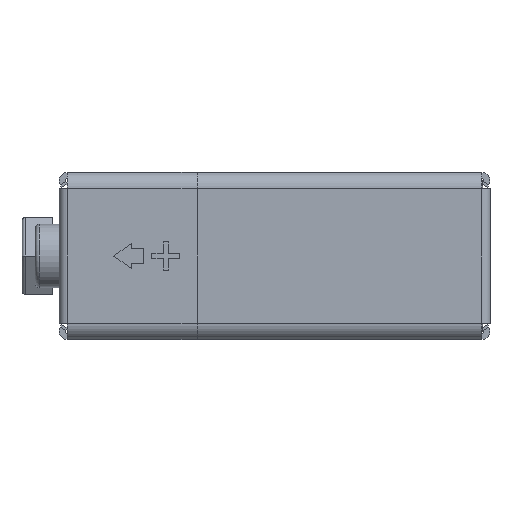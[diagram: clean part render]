
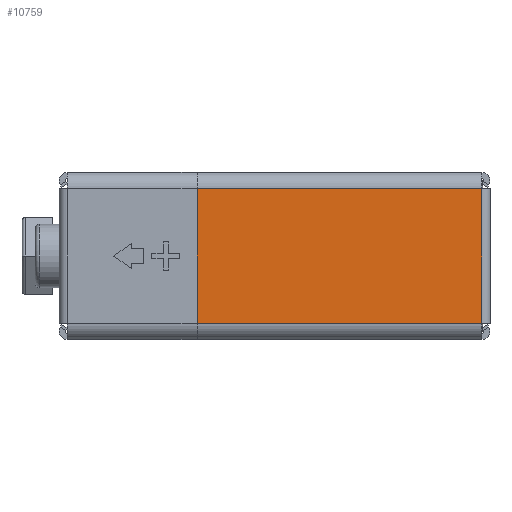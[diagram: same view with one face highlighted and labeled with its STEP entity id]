
A CAD part, left-side view. The second image highlights one B-rep face of the part: STEP entity #10759.
In plain terms, the highlighted planar face has unit normal (-1, 0, 0).
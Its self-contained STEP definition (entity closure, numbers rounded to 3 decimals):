
#4 = EDGE_CURVE ( 'NONE', #12117, #5378, #372, .T. ) ;
#372 = LINE ( 'NONE', #5830, #15281 ) ;
#539 = VECTOR ( 'NONE', #5943, 1000. ) ;
#835 = DIRECTION ( 'NONE',  ( 0., 1., 0. ) ) ;
#2052 = VECTOR ( 'NONE', #835, 1000. ) ;
#2085 = LINE ( 'NONE', #12964, #2052 ) ;
#2667 = VECTOR ( 'NONE', #8704, 1000. ) ;
#2857 = DIRECTION ( 'NONE',  ( 0., 1., 0. ) ) ;
#3189 = LINE ( 'NONE', #9979, #2667 ) ;
#4784 = CARTESIAN_POINT ( 'NONE',  ( -13., -20.6, -6.69 ) ) ;
#5262 = PLANE ( 'NONE',  #13634 ) ;
#5378 = VERTEX_POINT ( 'NONE', #12782 ) ;
#5540 = ORIENTED_EDGE ( 'NONE', *, *, #7180, .T. ) ;
#5830 = CARTESIAN_POINT ( 'NONE',  ( -13., -20.6, 6.69 ) ) ;
#5943 = DIRECTION ( 'NONE',  ( 0., 0., 1. ) ) ;
#6353 = VERTEX_POINT ( 'NONE', #4784 ) ;
#6396 = VERTEX_POINT ( 'NONE', #6957 ) ;
#6755 = DIRECTION ( 'NONE',  ( -1., 0., 0. ) ) ;
#6957 = CARTESIAN_POINT ( 'NONE',  ( -13., 7.699, -6.69 ) ) ;
#7180 = EDGE_CURVE ( 'NONE', #5378, #6396, #3189, .T. ) ;
#7309 = FACE_OUTER_BOUND ( 'NONE', #15157, .T. ) ;
#8704 = DIRECTION ( 'NONE',  ( 0., 0., -1. ) ) ;
#9979 = CARTESIAN_POINT ( 'NONE',  ( -13., 7.699, -6.69 ) ) ;
#10383 = ORIENTED_EDGE ( 'NONE', *, *, #12895, .F. ) ;
#10759 = ADVANCED_FACE ( 'NONE', ( #7309 ), #5262, .T. ) ;
#11176 = EDGE_CURVE ( 'NONE', #6353, #12117, #11698, .T. ) ;
#11698 = LINE ( 'NONE', #16974, #539 ) ;
#12117 = VERTEX_POINT ( 'NONE', #13956 ) ;
#12782 = CARTESIAN_POINT ( 'NONE',  ( -13., 7.699, 6.69 ) ) ;
#12895 = EDGE_CURVE ( 'NONE', #6353, #6396, #2085, .T. ) ;
#12964 = CARTESIAN_POINT ( 'NONE',  ( -13., -20.6, -6.69 ) ) ;
#13634 = AXIS2_PLACEMENT_3D ( 'NONE', #17636, #6755, #17544 ) ;
#13652 = ORIENTED_EDGE ( 'NONE', *, *, #11176, .T. ) ;
#13956 = CARTESIAN_POINT ( 'NONE',  ( -13., -20.6, 6.69 ) ) ;
#14879 = ORIENTED_EDGE ( 'NONE', *, *, #4, .T. ) ;
#15157 = EDGE_LOOP ( 'NONE', ( #14879, #5540, #10383, #13652 ) ) ;
#15281 = VECTOR ( 'NONE', #2857, 1000. ) ;
#16974 = CARTESIAN_POINT ( 'NONE',  ( -13., -20.6, -6.69 ) ) ;
#17544 = DIRECTION ( 'NONE',  ( 0., -1., 0. ) ) ;
#17636 = CARTESIAN_POINT ( 'NONE',  ( -13., -20.6, -6.69 ) ) ;
